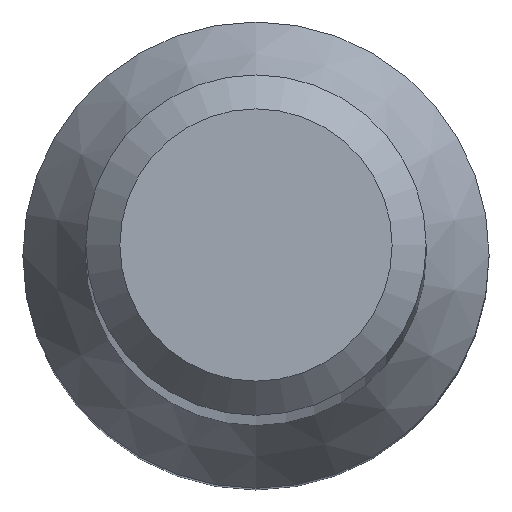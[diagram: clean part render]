
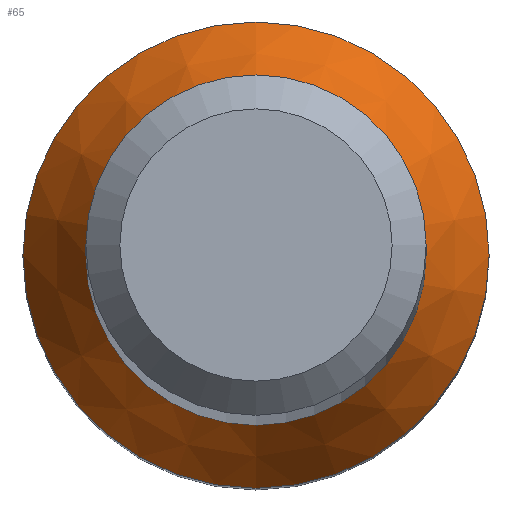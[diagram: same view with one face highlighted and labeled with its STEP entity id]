
A CAD part, top view. The second image highlights one B-rep face of the part: STEP entity #65.
In plain terms, the highlighted conical face has half-angle 30 degrees and reference radius 2.74 mm.
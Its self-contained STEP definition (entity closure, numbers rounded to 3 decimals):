
#3 = AXIS2_PLACEMENT_3D ( 'NONE', #208, #169, #131 ) ;
#8 = AXIS2_PLACEMENT_3D ( 'NONE', #164, #40, #37 ) ;
#10 = VERTEX_POINT ( 'NONE', #155 ) ;
#28 = VERTEX_POINT ( 'NONE', #235 ) ;
#31 = EDGE_LOOP ( 'NONE', ( #145 ) ) ;
#37 = DIRECTION ( 'NONE',  ( 0., 1., 0. ) ) ;
#40 = DIRECTION ( 'NONE',  ( 0., 0., -1. ) ) ;
#60 = DIRECTION ( 'NONE',  ( 0., 0., -1. ) ) ;
#62 = FACE_BOUND ( 'NONE', #81, .T. ) ;
#65 = ADVANCED_FACE ( 'NONE', ( #62, #171 ), #161, .T. ) ;
#75 = CARTESIAN_POINT ( 'NONE',  ( 0., 0., 12. ) ) ;
#81 = EDGE_LOOP ( 'NONE', ( #170 ) ) ;
#105 = EDGE_CURVE ( 'NONE', #10, #10, #174, .T. ) ;
#131 = DIRECTION ( 'NONE',  ( 0., 1., 0. ) ) ;
#145 = ORIENTED_EDGE ( 'NONE', *, *, #223, .F. ) ;
#155 = CARTESIAN_POINT ( 'NONE',  ( 0., 2., 13.282 ) ) ;
#161 = CONICAL_SURFACE ( 'NONE', #3, 2.74, 0.524 ) ;
#164 = CARTESIAN_POINT ( 'NONE',  ( 0., 0., 13.282 ) ) ;
#169 = DIRECTION ( 'NONE',  ( 0., 0., -1. ) ) ;
#170 = ORIENTED_EDGE ( 'NONE', *, *, #105, .T. ) ;
#171 = FACE_OUTER_BOUND ( 'NONE', #31, .T. ) ;
#174 = CIRCLE ( 'NONE', #8, 2. ) ;
#184 = AXIS2_PLACEMENT_3D ( 'NONE', #75, #60, #206 ) ;
#206 = DIRECTION ( 'NONE',  ( 0., 1., 0. ) ) ;
#208 = CARTESIAN_POINT ( 'NONE',  ( 0., 0., 12. ) ) ;
#223 = EDGE_CURVE ( 'NONE', #28, #28, #225, .T. ) ;
#225 = CIRCLE ( 'NONE', #184, 2.74 ) ;
#235 = CARTESIAN_POINT ( 'NONE',  ( 0., 2.74, 12. ) ) ;
